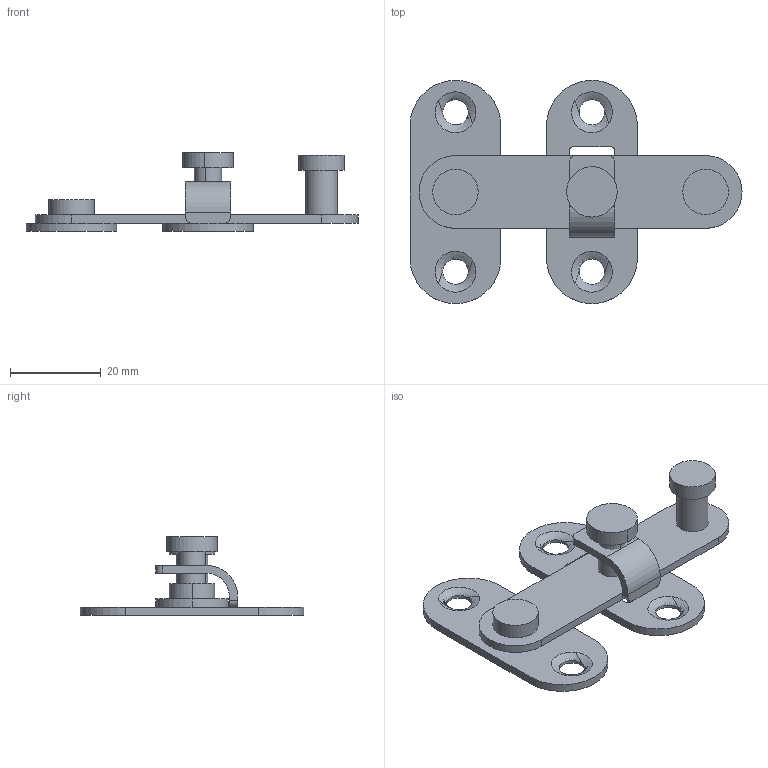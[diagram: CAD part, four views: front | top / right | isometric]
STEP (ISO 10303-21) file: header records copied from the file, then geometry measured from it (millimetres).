
FILE_DESCRIPTION (( 'STEP AP214' ), '1' );
FILE_NAME ('A493 Çàùåëêà, ïàç 10-40.STEP', '2023-07-05T07:38:49', ( '' ), ( '' ), 'SwSTEP 2.0', 'SolidWorks 2022', '' );
FILE_SCHEMA (( 'AUTOMOTIVE_DESIGN' ));
Length unit declared in the file: millimetre
Products named in the file (5): A493 Засов_00; A493 Крепление_00; A493 Защелка, паз 10-40; A493 Ответная планка_00; A493 Винт_00
Assembly tree (4 placements, depth 2):
  A493 Защелка, паз 10-40
    A493 Крепление_00
    A493 Засов_00
    A493 Ответная планка_00
    A493 Винт_00
Bounding box: 73 x 49.1 x 17.3 mm (x, y, z)
Volume: 6472.2 mm3; surface area: 7721.2 mm2
Topology: 4 solids, 4 shells, 83 faces, 206 edges, 136 vertices
Faces by surface type: cylinder 42, plane 33, bspline 8
Entity records: 2842 total; most frequent: CARTESIAN_POINT 544, DIRECTION 462, ORIENTED_EDGE 412, EDGE_CURVE 206, AXIS2_PLACEMENT_3D 182, VERTEX_POINT 136, EDGE_LOOP 102, CIRCLE 100
